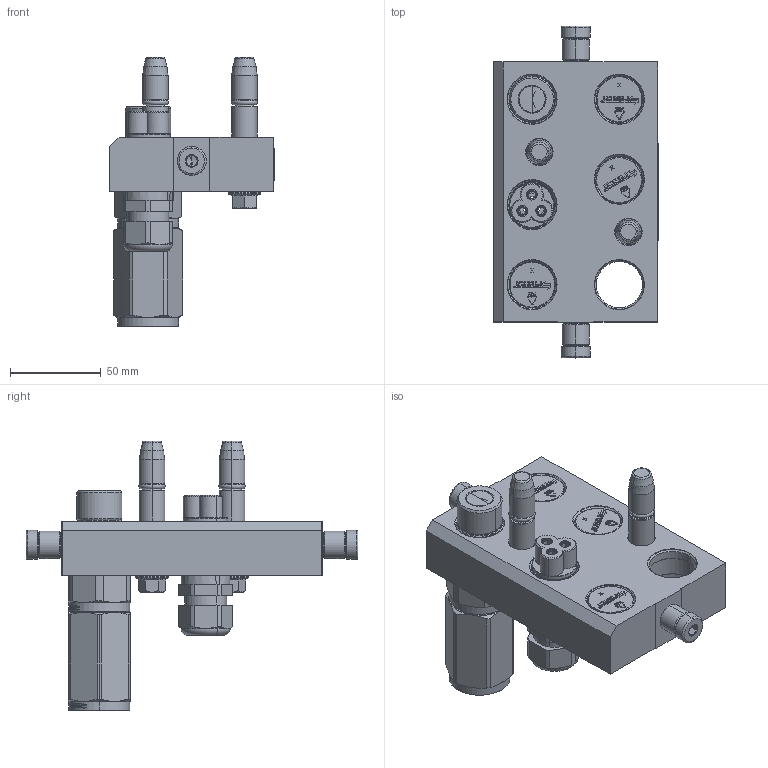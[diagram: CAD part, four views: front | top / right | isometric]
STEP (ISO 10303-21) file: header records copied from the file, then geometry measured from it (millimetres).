
FILE_DESCRIPTION (( 'STEP AP214' ), '1' );
FILE_NAME ('FASTER.step', '2022-04-10T20:06:50', ( '' ), ( '' ), 'SwSTEP 2.0', 'SolidWorks 2017', '' );
FILE_SCHEMA (( 'AUTOMOTIVE_DESIGN' ));
Length unit declared in the file: millimetre
Products named in the file (15): et002; FASTER; 4830_021_0000_000; 3ffnp12-12s_m; corpospel08-3m; TAPPO_12; conn_3p_m; 1540_080_0008_000; 4830_044_0000_000; or2_62x9_19_m; 4850_010_0000_010; 4830_028_1000_011; P608_M_BASE; 4830_013_3000_030
Assembly tree (23 placements, depth 3):
  FASTER
    P608_M_BASE
      4850_010_0000_010
      4830_021_0000_000  x2
      4830_013_3000_030  x2
      4830_028_1000_011  x2
      1540_080_0008_000  x2
      or2_62x9_19_m  x2
    3ffnp12-12s_m
      3ffnp12-12s_m
    conn_3p_m
      4830_044_0000_000  x3
      corpospel08-3m
    TAPPO_12  x3
    et002
Bounding box: 90.3 x 182.6 x 148.2 mm (x, y, z)
Volume: 37513.4 mm3; surface area: 125949.7 mm2
Topology: 8 solids, 49 shells, 3058 faces, 8320 edges, 5418 vertices
Faces by surface type: plane 1904, cylinder 607, cone 284, torus 197, bspline 60, sphere 6
Entity records: 81494 total; most frequent: CARTESIAN_POINT 19542, ORIENTED_EDGE 11048, DIRECTION 10356, EDGE_CURVE 5742, VECTOR 4044, LINE 4044, VERTEX_POINT 3774, AXIS2_PLACEMENT_3D 3156
